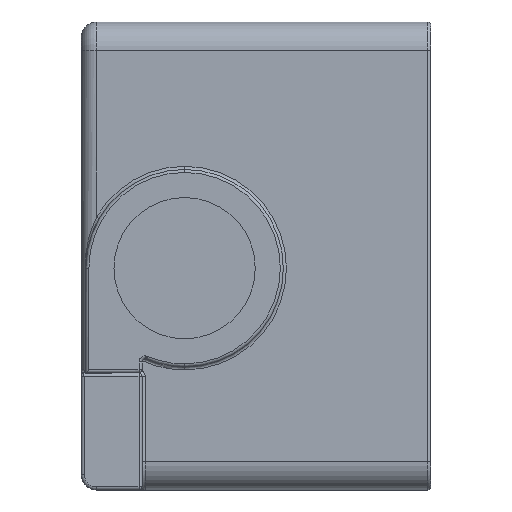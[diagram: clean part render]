
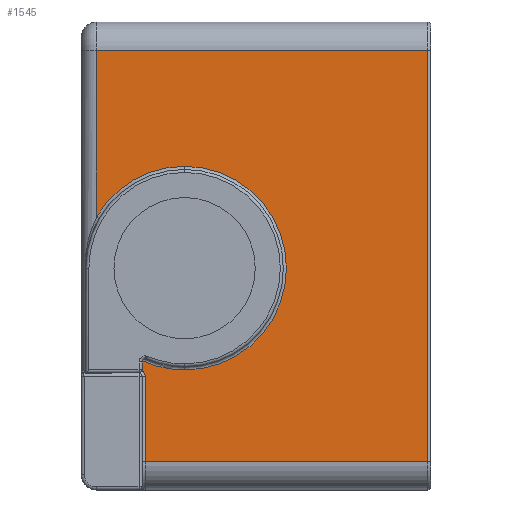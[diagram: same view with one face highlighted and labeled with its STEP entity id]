
A CAD part, left-side view. The second image highlights one B-rep face of the part: STEP entity #1545.
In plain terms, the highlighted planar face has unit normal (-1, 0, 0).
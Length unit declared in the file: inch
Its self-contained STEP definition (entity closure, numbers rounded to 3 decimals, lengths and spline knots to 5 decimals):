
#5 = ORIENTED_EDGE ( 'NONE', *, *, #8069, .T. ) ;
#38 = VECTOR ( 'NONE', #511, 39.37008 ) ;
#98 = CARTESIAN_POINT ( 'NONE',  ( -2.375, -0.28, 1.3525 ) ) ;
#149 = DIRECTION ( 'NONE',  ( 0., 0., -1. ) ) ;
#511 = DIRECTION ( 'NONE',  ( 0., 0., 1. ) ) ;
#613 = CIRCLE ( 'NONE', #801, 0.67 ) ;
#704 = DIRECTION ( 'NONE',  ( 0., 0., -1. ) ) ;
#733 = DIRECTION ( 'NONE',  ( 1., 0., 0. ) ) ;
#742 = PLANE ( 'NONE',  #10013 ) ;
#746 = CARTESIAN_POINT ( 'NONE',  ( -2.375, 2., 1.54 ) ) ;
#794 = CARTESIAN_POINT ( 'NONE',  ( -2.375, 1.32, -0.75 ) ) ;
#796 = VECTOR ( 'NONE', #10076, 39.37008 ) ;
#801 = AXIS2_PLACEMENT_3D ( 'NONE', #4969, #11247, #5890 ) ;
#1050 = CARTESIAN_POINT ( 'NONE',  ( -2.375, 1.9, 0.25541 ) ) ;
#1132 = DIRECTION ( 'NONE',  ( 1., 0., 0. ) ) ;
#1271 = ORIENTED_EDGE ( 'NONE', *, *, #7742, .T. ) ;
#1545 = ADVANCED_FACE ( 'NONE', ( #4600 ), #742, .F. ) ;
#1575 = AXIS2_PLACEMENT_3D ( 'NONE', #10438, #5010, #11283 ) ;
#1725 = VERTEX_POINT ( 'NONE', #11485 ) ;
#1832 = CARTESIAN_POINT ( 'NONE',  ( -2.375, 1.58, -1.3525 ) ) ;
#1951 = ORIENTED_EDGE ( 'NONE', *, *, #6780, .T. ) ;
#2380 = CIRCLE ( 'NONE', #1575, 0.02 ) ;
#2449 = AXIS2_PLACEMENT_3D ( 'NONE', #6624, #1132, #7566 ) ;
#2582 = CARTESIAN_POINT ( 'NONE',  ( -2.375, 1.6, -0.75 ) ) ;
#2693 = VECTOR ( 'NONE', #7968, 39.37008 ) ;
#2766 = VECTOR ( 'NONE', #7459, 39.37008 ) ;
#2774 = VERTEX_POINT ( 'NONE', #5385 ) ;
#2826 = VERTEX_POINT ( 'NONE', #5273 ) ;
#2999 = CARTESIAN_POINT ( 'NONE',  ( -2.375, 1.9, 1.3525 ) ) ;
#3233 = VERTEX_POINT ( 'NONE', #1832 ) ;
#3266 = ORIENTED_EDGE ( 'NONE', *, *, #6442, .T. ) ;
#3414 = CARTESIAN_POINT ( 'NONE',  ( -2.375, 1.62, -0.79 ) ) ;
#3600 = CARTESIAN_POINT ( 'NONE',  ( -2.375, -0.28, -1.3525 ) ) ;
#3635 = AXIS2_PLACEMENT_3D ( 'NONE', #11051, #5661, #149 ) ;
#4025 = EDGE_CURVE ( 'NONE', #9471, #7511, #7343, .T. ) ;
#4050 = VERTEX_POINT ( 'NONE', #794 ) ;
#4064 = CARTESIAN_POINT ( 'NONE',  ( -2.375, 1.6, -0.69749 ) ) ;
#4253 = VECTOR ( 'NONE', #8504, 39.37008 ) ;
#4268 = CARTESIAN_POINT ( 'NONE',  ( -2.375, 1.62, -0.75 ) ) ;
#4362 = DIRECTION ( 'NONE',  ( 0., 0., -1. ) ) ;
#4469 = VERTEX_POINT ( 'NONE', #3600 ) ;
#4549 = LINE ( 'NONE', #7574, #4253 ) ;
#4594 = VERTEX_POINT ( 'NONE', #98 ) ;
#4600 = FACE_OUTER_BOUND ( 'NONE', #9785, .T. ) ;
#4969 = CARTESIAN_POINT ( 'NONE',  ( -2.375, 1.32, -0.08 ) ) ;
#5010 = DIRECTION ( 'NONE',  ( -1., 0., 0. ) ) ;
#5120 = LINE ( 'NONE', #5189, #2693 ) ;
#5182 = DIRECTION ( 'NONE',  ( 0., 0., -1. ) ) ;
#5188 = AXIS2_PLACEMENT_3D ( 'NONE', #4268, #10610, #5182 ) ;
#5189 = CARTESIAN_POINT ( 'NONE',  ( -2.375, 2., 1.3525 ) ) ;
#5273 = CARTESIAN_POINT ( 'NONE',  ( -2.375, 1.60064, -0.755 ) ) ;
#5385 = CARTESIAN_POINT ( 'NONE',  ( -2.375, 1.59831, -0.68946 ) ) ;
#5398 = ORIENTED_EDGE ( 'NONE', *, *, #6630, .T. ) ;
#5543 = CIRCLE ( 'NONE', #3635, 0.67 ) ;
#5661 = DIRECTION ( 'NONE',  ( 1., 0., 0. ) ) ;
#5765 = ORIENTED_EDGE ( 'NONE', *, *, #8726, .T. ) ;
#5890 = DIRECTION ( 'NONE',  ( 0., 0., -1. ) ) ;
#5980 = EDGE_CURVE ( 'NONE', #4594, #9471, #5120, .T. ) ;
#6115 = CIRCLE ( 'NONE', #5188, 0.02 ) ;
#6287 = EDGE_CURVE ( 'NONE', #3233, #4469, #10492, .T. ) ;
#6442 = EDGE_CURVE ( 'NONE', #4469, #4594, #4549, .T. ) ;
#6492 = CARTESIAN_POINT ( 'NONE',  ( -2.375, 1.9, 1.54 ) ) ;
#6624 = CARTESIAN_POINT ( 'NONE',  ( -2.375, 1.32, -0.08 ) ) ;
#6630 = EDGE_CURVE ( 'NONE', #7511, #9766, #5543, .T. ) ;
#6780 = EDGE_CURVE ( 'NONE', #2774, #10093, #2380, .T. ) ;
#6844 = DIRECTION ( 'NONE',  ( 0., 0., -1. ) ) ;
#7290 = EDGE_CURVE ( 'NONE', #1725, #2826, #7999, .T. ) ;
#7343 = LINE ( 'NONE', #6492, #2766 ) ;
#7380 = LINE ( 'NONE', #11362, #38 ) ;
#7459 = DIRECTION ( 'NONE',  ( 0., 0., -1. ) ) ;
#7511 = VERTEX_POINT ( 'NONE', #1050 ) ;
#7524 = ORIENTED_EDGE ( 'NONE', *, *, #8820, .F. ) ;
#7566 = DIRECTION ( 'NONE',  ( 0., 0., -1. ) ) ;
#7574 = CARTESIAN_POINT ( 'NONE',  ( -2.375, -0.28, 1.3525 ) ) ;
#7742 = EDGE_CURVE ( 'NONE', #11665, #2826, #6115, .T. ) ;
#7968 = DIRECTION ( 'NONE',  ( 0., 1., 0. ) ) ;
#7999 = CIRCLE ( 'NONE', #10491, 0.04 ) ;
#8069 = EDGE_CURVE ( 'NONE', #1725, #3233, #9961, .T. ) ;
#8284 = CARTESIAN_POINT ( 'NONE',  ( -2.375, 1.32, 0.59 ) ) ;
#8504 = DIRECTION ( 'NONE',  ( 0., 0., 1. ) ) ;
#8644 = ORIENTED_EDGE ( 'NONE', *, *, #4025, .T. ) ;
#8726 = EDGE_CURVE ( 'NONE', #9766, #4050, #613, .T. ) ;
#8820 = EDGE_CURVE ( 'NONE', #11665, #10093, #7380, .T. ) ;
#8968 = ORIENTED_EDGE ( 'NONE', *, *, #5980, .T. ) ;
#9206 = CARTESIAN_POINT ( 'NONE',  ( -2.375, 2., -1.3525 ) ) ;
#9471 = VERTEX_POINT ( 'NONE', #2999 ) ;
#9625 = CIRCLE ( 'NONE', #2449, 0.67 ) ;
#9671 = VECTOR ( 'NONE', #6844, 39.37008 ) ;
#9766 = VERTEX_POINT ( 'NONE', #8284 ) ;
#9785 = EDGE_LOOP ( 'NONE', ( #8644, #5398, #5765, #9846, #1951, #7524, #1271, #11301, #5, #11339, #3266, #8968 ) ) ;
#9831 = DIRECTION ( 'NONE',  ( -1., 0., 0. ) ) ;
#9846 = ORIENTED_EDGE ( 'NONE', *, *, #11010, .T. ) ;
#9961 = LINE ( 'NONE', #10407, #9671 ) ;
#10013 = AXIS2_PLACEMENT_3D ( 'NONE', #746, #733, #704 ) ;
#10076 = DIRECTION ( 'NONE',  ( 0., -1., 0. ) ) ;
#10093 = VERTEX_POINT ( 'NONE', #4064 ) ;
#10407 = CARTESIAN_POINT ( 'NONE',  ( -2.375, 1.58, -1.3525 ) ) ;
#10438 = CARTESIAN_POINT ( 'NONE',  ( -2.375, 1.58, -0.69749 ) ) ;
#10491 = AXIS2_PLACEMENT_3D ( 'NONE', #3414, #9831, #4362 ) ;
#10492 = LINE ( 'NONE', #9206, #796 ) ;
#10610 = DIRECTION ( 'NONE',  ( 1., 0., 0. ) ) ;
#11010 = EDGE_CURVE ( 'NONE', #4050, #2774, #9625, .T. ) ;
#11051 = CARTESIAN_POINT ( 'NONE',  ( -2.375, 1.32, -0.08 ) ) ;
#11247 = DIRECTION ( 'NONE',  ( 1., 0., 0. ) ) ;
#11283 = DIRECTION ( 'NONE',  ( 0., 0., -1. ) ) ;
#11301 = ORIENTED_EDGE ( 'NONE', *, *, #7290, .F. ) ;
#11339 = ORIENTED_EDGE ( 'NONE', *, *, #6287, .T. ) ;
#11362 = CARTESIAN_POINT ( 'NONE',  ( -2.375, 1.6, 1.54 ) ) ;
#11485 = CARTESIAN_POINT ( 'NONE',  ( -2.375, 1.58, -0.79 ) ) ;
#11665 = VERTEX_POINT ( 'NONE', #2582 ) ;
